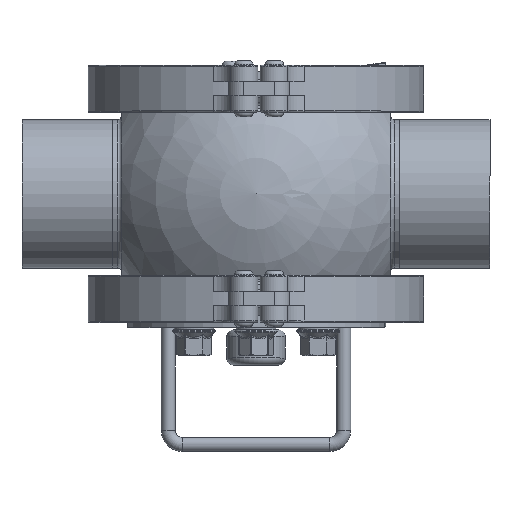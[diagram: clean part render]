
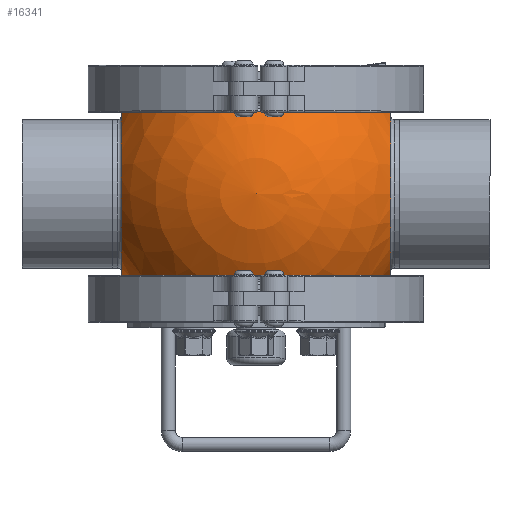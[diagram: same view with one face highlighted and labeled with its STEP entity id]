
A CAD part, top view. The second image highlights one B-rep face of the part: STEP entity #16341.
In plain terms, the highlighted spherical face has radius 69 mm.
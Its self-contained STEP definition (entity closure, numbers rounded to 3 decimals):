
#157=SPHERICAL_SURFACE('',#17489,69.);
#1344=FACE_OUTER_BOUND('',#2308,.T.);
#2308=EDGE_LOOP('',(#10401,#10402,#10403,#10404,#10405,#10406,#10407));
#3443=CIRCLE('',#17440,38.141);
#3460=CIRCLE('',#17464,59.482);
#3461=CIRCLE('',#17466,59.482);
#3480=CIRCLE('',#17490,38.141);
#3481=CIRCLE('',#17491,69.);
#3482=CIRCLE('',#17492,38.141);
#6126=VERTEX_POINT('',#25251);
#6127=VERTEX_POINT('',#25253);
#6143=VERTEX_POINT('',#25331);
#6144=VERTEX_POINT('',#25335);
#6174=VERTEX_POINT('',#25491);
#6175=VERTEX_POINT('',#25493);
#7760=EDGE_CURVE('',#6127,#6126,#3443,.T.);
#7788=EDGE_CURVE('',#6126,#6143,#3460,.T.);
#7789=EDGE_CURVE('',#6127,#6144,#3461,.T.);
#7830=EDGE_CURVE('',#6143,#6174,#3480,.T.);
#7831=EDGE_CURVE('',#6175,#6174,#3481,.T.);
#7832=EDGE_CURVE('',#6174,#6144,#3482,.T.);
#10401=ORIENTED_EDGE('',*,*,#7760,.T.);
#10402=ORIENTED_EDGE('',*,*,#7788,.T.);
#10403=ORIENTED_EDGE('',*,*,#7830,.T.);
#10404=ORIENTED_EDGE('',*,*,#7831,.F.);
#10405=ORIENTED_EDGE('',*,*,#7831,.T.);
#10406=ORIENTED_EDGE('',*,*,#7832,.T.);
#10407=ORIENTED_EDGE('',*,*,#7789,.F.);
#16341=ADVANCED_FACE('',(#1344),#157,.T.);
#17440=AXIS2_PLACEMENT_3D('',#25254,#19821,#19822);
#17464=AXIS2_PLACEMENT_3D('',#25333,#19872,#19873);
#17466=AXIS2_PLACEMENT_3D('',#25336,#19876,#19877);
#17489=AXIS2_PLACEMENT_3D('',#25490,#19932,#19933);
#17490=AXIS2_PLACEMENT_3D('',#25492,#19934,#19935);
#17491=AXIS2_PLACEMENT_3D('',#25494,#19936,#19937);
#17492=AXIS2_PLACEMENT_3D('',#25495,#19938,#19939);
#19821=DIRECTION('center_axis',(1.,0.,0.));
#19822=DIRECTION('ref_axis',(0.,0.,
-1.));
#19872=DIRECTION('center_axis',(0.,1.,0.));
#19873=DIRECTION('ref_axis',(1.,0.,0.));
#19876=DIRECTION('center_axis',(0.,1.,0.));
#19877=DIRECTION('ref_axis',(1.,0.,0.));
#19932=DIRECTION('center_axis',(0.,0.,
1.));
#19933=DIRECTION('ref_axis',(-1.,0.,0.));
#19934=DIRECTION('center_axis',(-1.,0.,0.));
#19935=DIRECTION('ref_axis',(0.,0.,
1.));
#19936=DIRECTION('center_axis',(0.,1.,0.));
#19937=DIRECTION('ref_axis',(1.,0.,0.));
#19938=DIRECTION('center_axis',(-1.,0.,0.));
#19939=DIRECTION('ref_axis',(0.,0.,
1.));
#25251=CARTESIAN_POINT('',(-57.5,-34.97,15.227));
#25253=CARTESIAN_POINT('',(-57.5,34.97,15.227));
#25254=CARTESIAN_POINT('Origin',(-57.5,0.,0.));
#25331=CARTESIAN_POINT('',(57.5,-34.97,15.227));
#25333=CARTESIAN_POINT('Origin',(0.,-34.97,
0.));
#25335=CARTESIAN_POINT('',(57.5,34.97,15.227));
#25336=CARTESIAN_POINT('Origin',(0.,34.97,
0.));
#25490=CARTESIAN_POINT('Origin',(0.,0.,0.));
#25491=CARTESIAN_POINT('',(57.5,0.,38.141));
#25492=CARTESIAN_POINT('Origin',(57.5,0.,0.));
#25493=CARTESIAN_POINT('',(0.,0.,69.));
#25494=CARTESIAN_POINT('Origin',(0.,0.,0.));
#25495=CARTESIAN_POINT('Origin',(57.5,0.,0.));
